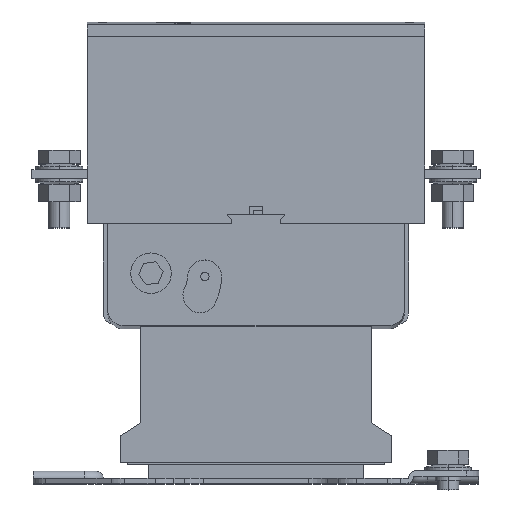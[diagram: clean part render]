
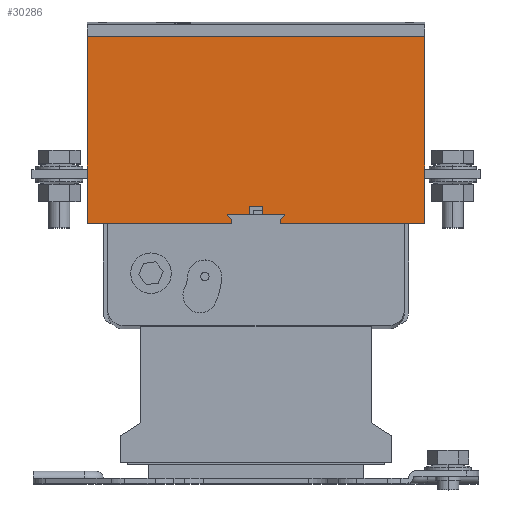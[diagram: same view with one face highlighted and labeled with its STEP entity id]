
A CAD part, top view. The second image highlights one B-rep face of the part: STEP entity #30286.
In plain terms, the highlighted planar face has unit normal (0, 0, 1).
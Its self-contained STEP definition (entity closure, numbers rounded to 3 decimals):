
#1723 = CARTESIAN_POINT ( 'NONE',  ( -11.25, 122., 71.5 ) ) ;
#1945 = ORIENTED_EDGE ( 'NONE', *, *, #37414, .F. ) ;
#2017 = LINE ( 'NONE', #45288, #11589 ) ;
#2476 = VERTEX_POINT ( 'NONE', #10859 ) ;
#3344 = DIRECTION ( 'NONE',  ( 0., -1., 0. ) ) ;
#3971 = VECTOR ( 'NONE', #15380, 1000. ) ;
#4238 = CARTESIAN_POINT ( 'NONE',  ( 0., 126., 71.5 ) ) ;
#5152 = CARTESIAN_POINT ( 'NONE',  ( 79., 0., 71.5 ) ) ;
#6117 = PLANE ( 'NONE',  #26527 ) ;
#6463 = VERTEX_POINT ( 'NONE', #21820 ) ;
#6797 = ORIENTED_EDGE ( 'NONE', *, *, #37493, .F. ) ;
#7043 = VERTEX_POINT ( 'NONE', #1723 ) ;
#7516 = DIRECTION ( 'NONE',  ( 0.6, -0.8, 0. ) ) ;
#8454 = DIRECTION ( 'NONE',  ( -1., 0., 0. ) ) ;
#8904 = VERTEX_POINT ( 'NONE', #44609 ) ;
#10205 = DIRECTION ( 'NONE',  ( 0., 0., 1. ) ) ;
#10363 = LINE ( 'NONE', #5152, #51842 ) ;
#10859 = CARTESIAN_POINT ( 'NONE',  ( -79., 209.5, 71.5 ) ) ;
#11589 = VECTOR ( 'NONE', #25232, 1000. ) ;
#12783 = VERTEX_POINT ( 'NONE', #44998 ) ;
#13157 = CARTESIAN_POINT ( 'NONE',  ( 11.25, 123., 71.5 ) ) ;
#13497 = VECTOR ( 'NONE', #3344, 1000. ) ;
#14702 = CARTESIAN_POINT ( 'NONE',  ( -79., 0., 71.5 ) ) ;
#15380 = DIRECTION ( 'NONE',  ( -1., 0., 0. ) ) ;
#16051 = ORIENTED_EDGE ( 'NONE', *, *, #37824, .T. ) ;
#17228 = LINE ( 'NONE', #14702, #28016 ) ;
#17872 = ORIENTED_EDGE ( 'NONE', *, *, #37799, .F. ) ;
#19127 = VECTOR ( 'NONE', #32512, 1000. ) ;
#19258 = CARTESIAN_POINT ( 'NONE',  ( 0., 122., 71.5 ) ) ;
#19849 = VECTOR ( 'NONE', #51347, 1000. ) ;
#20266 = CARTESIAN_POINT ( 'NONE',  ( 69.5, 122., 71.5 ) ) ;
#20360 = CARTESIAN_POINT ( 'NONE',  ( 0., 122., 71.5 ) ) ;
#20580 = ORIENTED_EDGE ( 'NONE', *, *, #37484, .F. ) ;
#21575 = VERTEX_POINT ( 'NONE', #45982 ) ;
#21820 = CARTESIAN_POINT ( 'NONE',  ( 13.5, 126., 71.5 ) ) ;
#21950 = ORIENTED_EDGE ( 'NONE', *, *, #37501, .F. ) ;
#21978 = CARTESIAN_POINT ( 'NONE',  ( 0., 0., 71.5 ) ) ;
#22227 = ORIENTED_EDGE ( 'NONE', *, *, #37665, .T. ) ;
#22798 = DIRECTION ( 'NONE',  ( 0., 1., 0. ) ) ;
#23215 = CARTESIAN_POINT ( 'NONE',  ( 0., 209.5, 71.5 ) ) ;
#23486 = CARTESIAN_POINT ( 'NONE',  ( -11.25, 0., 71.5 ) ) ;
#24181 = LINE ( 'NONE', #27569, #26733 ) ;
#24531 = DIRECTION ( 'NONE',  ( 0., -1., 0. ) ) ;
#24734 = VERTEX_POINT ( 'NONE', #13157 ) ;
#25232 = DIRECTION ( 'NONE',  ( -1., 0., 0. ) ) ;
#25742 = CARTESIAN_POINT ( 'NONE',  ( -13.5, 126., 71.5 ) ) ;
#26527 = AXIS2_PLACEMENT_3D ( 'NONE', #21978, #10205, #38367 ) ;
#26547 = LINE ( 'NONE', #20360, #44155 ) ;
#26733 = VECTOR ( 'NONE', #7516, 1000. ) ;
#27569 = CARTESIAN_POINT ( 'NONE',  ( 51.84, 38.88, 71.5 ) ) ;
#28016 = VECTOR ( 'NONE', #22798, 1000. ) ;
#28095 = DIRECTION ( 'NONE',  ( -0.6, -0.8, 0. ) ) ;
#28627 = CARTESIAN_POINT ( 'NONE',  ( 11.25, 0., 71.5 ) ) ;
#28639 = LINE ( 'NONE', #44579, #39352 ) ;
#29338 = CARTESIAN_POINT ( 'NONE',  ( 0., 122., 71.5 ) ) ;
#29372 = LINE ( 'NONE', #23215, #19849 ) ;
#29919 = LINE ( 'NONE', #28627, #48727 ) ;
#30286 = ADVANCED_FACE ( 'NONE', ( #50907 ), #6117, .T. ) ;
#30584 = ORIENTED_EDGE ( 'NONE', *, *, #36848, .F. ) ;
#32512 = DIRECTION ( 'NONE',  ( -1., 0., 0. ) ) ;
#33383 = DIRECTION ( 'NONE',  ( 0., 1., 0. ) ) ;
#34002 = EDGE_LOOP ( 'NONE', ( #49488, #20580, #6797, #21950, #40480, #22227, #38678, #17872, #35644, #16051, #30584, #1945 ) ) ;
#34730 = CARTESIAN_POINT ( 'NONE',  ( 11.25, 122., 71.5 ) ) ;
#35617 = EDGE_CURVE ( 'NONE', #8904, #39144, #26547, .T. ) ;
#35644 = ORIENTED_EDGE ( 'NONE', *, *, #37811, .F. ) ;
#36777 = VERTEX_POINT ( 'NONE', #34730 ) ;
#36848 = EDGE_CURVE ( 'NONE', #2476, #46042, #29372, .T. ) ;
#37414 = EDGE_CURVE ( 'NONE', #39144, #2476, #17228, .T. ) ;
#37484 = EDGE_CURVE ( 'NONE', #7043, #8904, #45617, .T. ) ;
#37493 = EDGE_CURVE ( 'NONE', #21575, #7043, #49389, .T. ) ;
#37501 = EDGE_CURVE ( 'NONE', #43575, #21575, #24181, .T. ) ;
#37656 = EDGE_CURVE ( 'NONE', #6463, #43575, #49989, .T. ) ;
#37665 = EDGE_CURVE ( 'NONE', #6463, #24734, #28639, .T. ) ;
#37671 = EDGE_CURVE ( 'NONE', #24734, #36777, #29919, .T. ) ;
#37799 = EDGE_CURVE ( 'NONE', #42394, #36777, #2017, .T. ) ;
#37811 = EDGE_CURVE ( 'NONE', #12783, #42394, #43696, .T. ) ;
#37824 = EDGE_CURVE ( 'NONE', #12783, #46042, #10363, .T. ) ;
#38367 = DIRECTION ( 'NONE',  ( 1., 0., 0. ) ) ;
#38678 = ORIENTED_EDGE ( 'NONE', *, *, #37671, .T. ) ;
#39144 = VERTEX_POINT ( 'NONE', #43080 ) ;
#39352 = VECTOR ( 'NONE', #28095, 1000. ) ;
#40480 = ORIENTED_EDGE ( 'NONE', *, *, #37656, .F. ) ;
#41126 = CARTESIAN_POINT ( 'NONE',  ( 79., 209.5, 71.5 ) ) ;
#42394 = VERTEX_POINT ( 'NONE', #20266 ) ;
#42466 = VECTOR ( 'NONE', #49327, 1000. ) ;
#43080 = CARTESIAN_POINT ( 'NONE',  ( -79., 122., 71.5 ) ) ;
#43575 = VERTEX_POINT ( 'NONE', #25742 ) ;
#43696 = LINE ( 'NONE', #29338, #42466 ) ;
#44155 = VECTOR ( 'NONE', #8454, 1000. ) ;
#44579 = CARTESIAN_POINT ( 'NONE',  ( -51.84, 38.88, 71.5 ) ) ;
#44609 = CARTESIAN_POINT ( 'NONE',  ( -69.5, 122., 71.5 ) ) ;
#44998 = CARTESIAN_POINT ( 'NONE',  ( 79., 122., 71.5 ) ) ;
#45288 = CARTESIAN_POINT ( 'NONE',  ( 0., 122., 71.5 ) ) ;
#45617 = LINE ( 'NONE', #19258, #3971 ) ;
#45982 = CARTESIAN_POINT ( 'NONE',  ( -11.25, 123., 71.5 ) ) ;
#46042 = VERTEX_POINT ( 'NONE', #41126 ) ;
#48727 = VECTOR ( 'NONE', #24531, 1000. ) ;
#49327 = DIRECTION ( 'NONE',  ( -1., 0., 0. ) ) ;
#49389 = LINE ( 'NONE', #23486, #13497 ) ;
#49488 = ORIENTED_EDGE ( 'NONE', *, *, #35617, .F. ) ;
#49989 = LINE ( 'NONE', #4238, #19127 ) ;
#50907 = FACE_OUTER_BOUND ( 'NONE', #34002, .T. ) ;
#51347 = DIRECTION ( 'NONE',  ( 1., 0., 0. ) ) ;
#51842 = VECTOR ( 'NONE', #33383, 1000. ) ;
